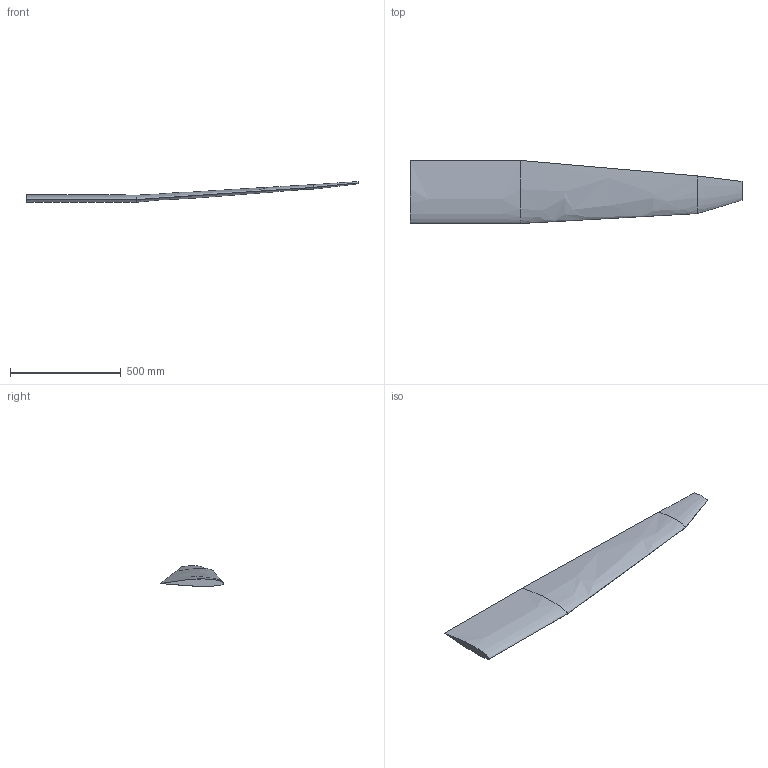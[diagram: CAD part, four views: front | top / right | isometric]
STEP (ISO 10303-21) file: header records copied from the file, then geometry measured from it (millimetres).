
FILE_DESCRIPTION(('CATIA V5 STEP Exchange'),'2;1');
FILE_NAME('Aile-surface2.stp','2014-05-06T11:41:13+00:00',('none'),('none'),'CATIA Version 5 Release 21 SP 3 (IN-10)','CATIA V5 STEP AP203','none');
FILE_SCHEMA(('CONFIG_CONTROL_DESIGN'));
Length unit declared in the file: millimetre
Products named in the file (1): HQ 1512 - 170
Bounding box: 1500 x 285 x 94.26 mm (x, y, z)
Volume: 6734404.9 mm3; surface area: 1440627.6 mm2
Topology: 1 solids, 2 shells, 16 faces, 32 edges, 20 vertices
Faces by surface type: bspline 8, extrusion 4, plane 4
Entity records: 2820 total; most frequent: CARTESIAN_POINT 2577, ORIENTED_EDGE 64, B_SPLINE_CURVE_WITH_KNOTS 18, ADVANCED_FACE 16, EDGE_CURVE 16, EDGE_LOOP 16, FACE_OUTER_BOUND 16, DIRECTION 10
